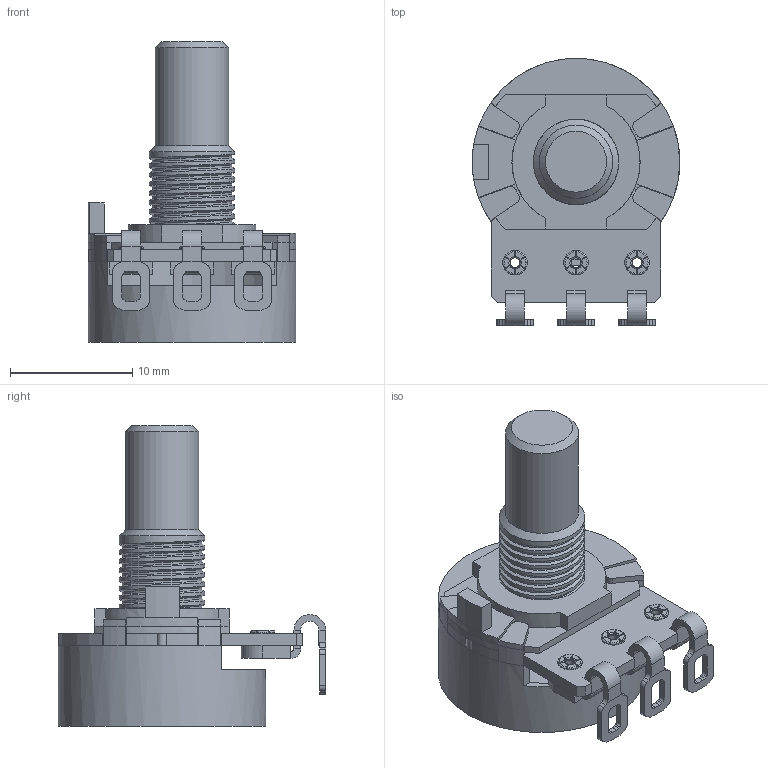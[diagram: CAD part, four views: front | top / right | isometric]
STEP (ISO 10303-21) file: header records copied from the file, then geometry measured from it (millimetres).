
FILE_DESCRIPTION(('FreeCAD Model'),'2;1');
FILE_NAME('RV16AF-10-15R.step','2019-06-15T19:26:06',('Author') ,(''),'Open CASCADE STEP processor 7.3','FreeCAD','Unknown');
FILE_SCHEMA(('AUTOMOTIVE_DESIGN { 1 0 10303 214 1 1 1 1 }'));
Length unit declared in the file: millimetre
Products named in the file (1): Compound
Bounding box: 17 x 21.9 x 24.6 mm (x, y, z)
Volume: 1238 mm3; surface area: 2956.7 mm2
Topology: 7 solids, 7 shells, 522 faces, 4479 edges, 7040 vertices
Faces by surface type: plane 305, cylinder 146, torus 42, bspline 27, cone 2
Full cylindrical faces by diameter (mm): 0.8 x11, 1 x6, 1.02 x3, 2 x3, 6 x2, 7 x7, 10 x1, 16 x1, 17 x1
Entity records: 51438 total; most frequent: CARTESIAN_POINT 18943, DIRECTION 6585, GEOMETRIC_CURVE_SET 3168, TRIMMED_CURVE 3168, ORIENTED_EDGE 2622, LINE 2481, VECTOR 2481, AXIS2_PLACEMENT_3D 2052
